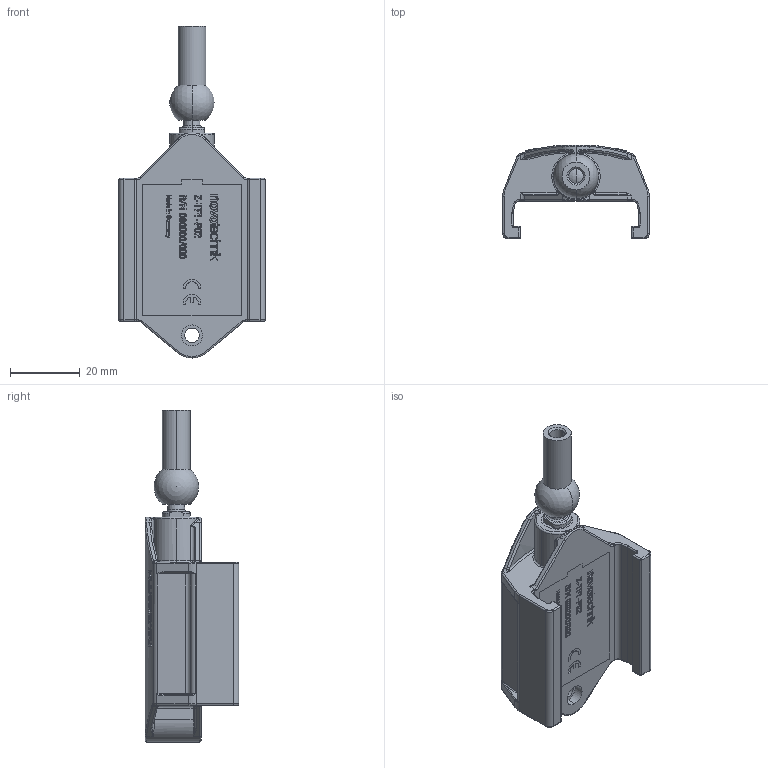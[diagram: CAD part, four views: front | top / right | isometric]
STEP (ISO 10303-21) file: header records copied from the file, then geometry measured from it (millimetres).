
FILE_DESCRIPTION (( 'STEP AP214' ), '1' );
FILE_NAME ('Z-TF1-P02.STEP', '2017-08-03T06:43:30', ( 'dummy' ), ( 'Microsoft' ), 'SwSTEP 2.0', 'SolidWorks 2014', '' );
FILE_SCHEMA (( 'AUTOMOTIVE_DESIGN' ));
Length unit declared in the file: millimetre
Products named in the file (1): Z-TF1-P02
Bounding box: 42 x 26.8 x 95.2 mm (x, y, z)
Surface area: 11179.3 mm2 (no closed solid volume)
Topology: 0 solids, 7 shells, 1053 faces, 3497 edges, 2363 vertices
Faces by surface type: plane 481, bspline 340, cylinder 140, torus 78, sphere 8, cone 6
Entity records: 65523 total; most frequent: CARTESIAN_POINT 27227, ORIENTED_EDGE 5892, DIRECTION 4209, EDGE_CURVE 3457, VERTEX_POINT 2357, VECTOR 1837, LINE 1837, AXIS2_PLACEMENT_3D 1186
